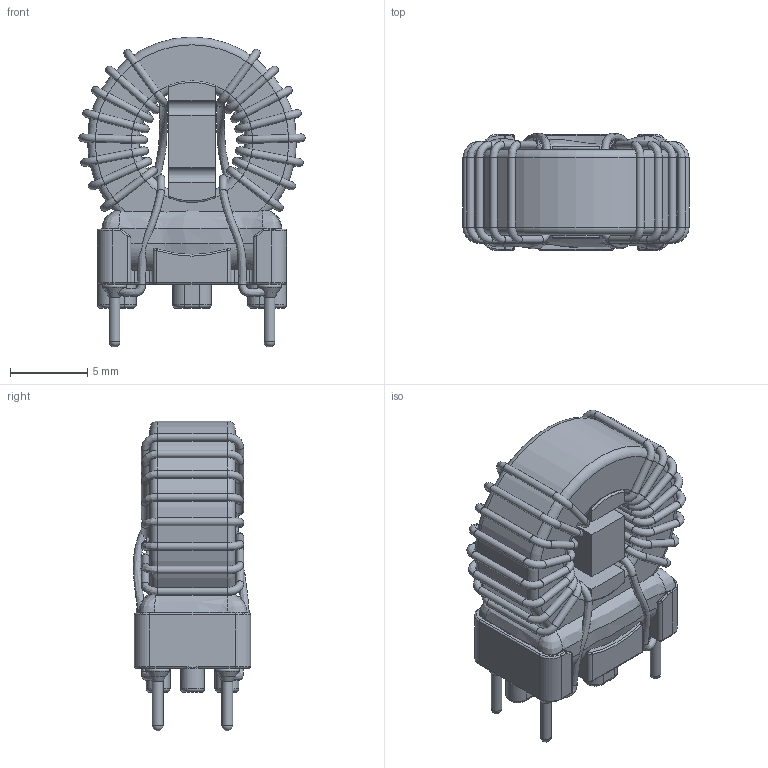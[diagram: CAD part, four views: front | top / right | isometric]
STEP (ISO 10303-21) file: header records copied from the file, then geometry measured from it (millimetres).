
FILE_DESCRIPTION(/* description */ ('Unknown'),/* implementation_level */ '2;1');
FILE_NAME(/* name */ '744841330_XS',/* time_stamp */ '2020-12-01T12:57:33+01:00',/* author */ ('Unknown'),/* organization */ ('Unknown'),/* preprocessor_version */ 'ST-DEVELOPER v16.7',/* originating_system */ 'DEX',/* authorisation */ $);
FILE_SCHEMA (('AUTOMOTIVE_DESIGN {1 0 10303 214 3 1 1}'));
Length unit declared in the file: millimetre
Products named in the file (6): 744841330_XS; 744841414_XS; WE-CMB XS_Spacer 3mm_V2; Pin; Solderpoints; Glue
Assembly tree (8 placements, depth 2):
  744841330_XS
    744841414_XS
    WE-CMB XS_Spacer 3mm_V2
    Pin  x4
    Solderpoints
    Glue
Bounding box: 14.59 x 7.56 x 20 mm (x, y, z)
Volume: 1057.9 mm3; surface area: 2043.2 mm2
Topology: 18 solids, 18 shells, 513 faces, 1155 edges, 672 vertices
Faces by surface type: cylinder 196, bspline 108, plane 98, torus 95, sphere 8, cone 8
Full cylindrical faces by diameter (mm): 0.5 x64, 0.62 x12, 0.7 x8, 1 x8, 6.84 x1, 13.5 x1
Entity records: 22730 total; most frequent: CARTESIAN_POINT 11091, DIRECTION 1900, ORIENTED_EDGE 1838, EDGE_CURVE 919, AXIS2_PLACEMENT_3D 832, EDGE_LOOP 683, FACE_BOUND 683, VERTEX_POINT 630
